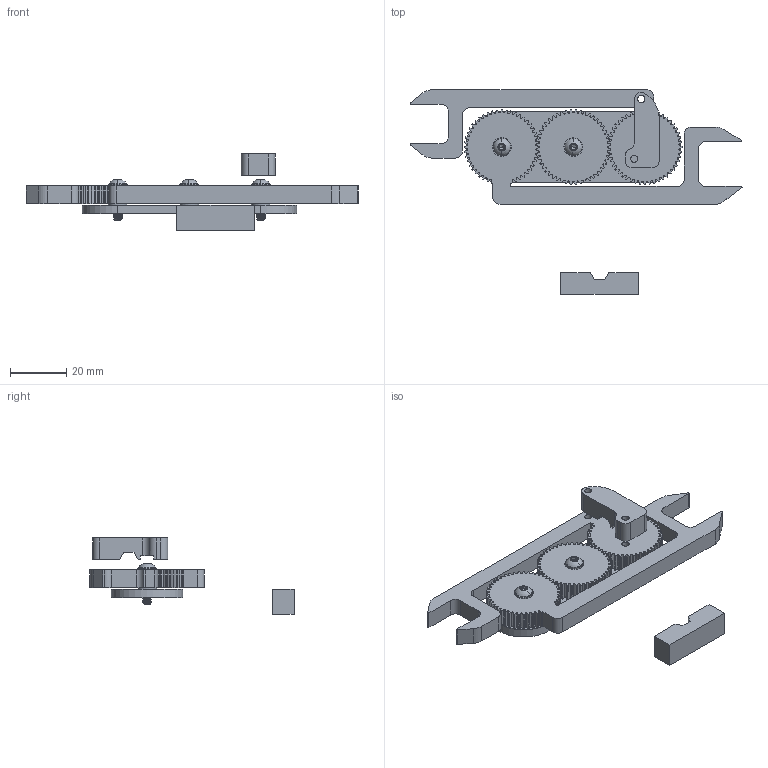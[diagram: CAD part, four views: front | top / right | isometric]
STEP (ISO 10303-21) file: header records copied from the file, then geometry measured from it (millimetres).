
FILE_DESCRIPTION(/* description */ (''),/* implementation_level */ '2;1');
FILE_NAME(/* name */ 'BB1MT v17.step',/* time_stamp */ '2021-02-24T10:06:04-05:00',/* author */ (''),/* organization */ (''),/* preprocessor_version */ 'ST-DEVELOPER v18.1',/* originating_system */ 'Autodesk Translation Framework v9.7.1.1290',/* authorisation */ '');
FILE_SCHEMA (('AUTOMOTIVE_DESIGN { 1 0 10303 214 3 1 1 }'));
Products named in the file (16): BB1MT; Slave Gear; Gear Wrench Right; Gear Wrench Left; Base Plate; 92949A135_18-8 SS BUTTON HEAD HEX DRIVE SCREW; 92949A135_18-8 SS BUTTON HEAD HEX DRIVE SCREW (1); 92949A135_18-8 SS BUTTON HEAD HEX DRIVE SCREW (2); Thrust Washer .125 ID .262 OD .02 Thick (6); Thrust Washer .125 ID .262 OD .02 Thick (1); Thrust Washer .125 ID .262 OD .02 Thick (2); Thrust Washer .125 ID .262 OD .02 Thick (3); Thrust Washer .125 ID .262 OD .02 Thick (4); Thrust Washer .125 ID .262 OD .02 Thick (5); Hex Clamp; Component16
Assembly tree (15 placements, depth 2):
  BB1MT
    Slave Gear
    Gear Wrench Right
    Gear Wrench Left
    Base Plate
    92949A135_18-8 SS BUTTON HEAD HEX DRIVE SCREW
    92949A135_18-8 SS BUTTON HEAD HEX DRIVE SCREW (1)
    92949A135_18-8 SS BUTTON HEAD HEX DRIVE SCREW (2)
    Thrust Washer .125 ID .262 OD .02 Thick (6)
    Thrust Washer .125 ID .262 OD .02 Thick (1)
    Thrust Washer .125 ID .262 OD .02 Thick (2)
    Thrust Washer .125 ID .262 OD .02 Thick (3)
    Thrust Washer .125 ID .262 OD .02 Thick (4)
    Thrust Washer .125 ID .262 OD .02 Thick (5)
    Hex Clamp
    Component16
Bounding box: 117.91 x 72.5 x 27.05 mm (x, y, z)
Volume: 27612.8 mm3; surface area: 19309 mm2
Topology: 15 solids, 15 shells, 903 faces, 2541 edges, 1668 vertices
Faces by surface type: bspline 421, cylinder 312, plane 113, cone 51, sphere 6
Full cylindrical faces by diameter (mm): 2.54 x4, 3.175 x12, 6.655 x6
Entity records: 109510 total; most frequent: CARTESIAN_POINT 90403, ORIENTED_EDGE 5070, DIRECTION 2612, EDGE_CURVE 2535, VERTEX_POINT 1668, AXIS2_PLACEMENT_3D 976, EDGE_LOOP 941, FACE_OUTER_BOUND 903
